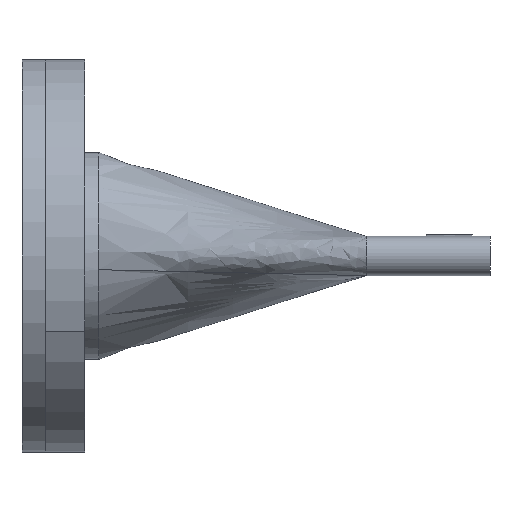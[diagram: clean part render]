
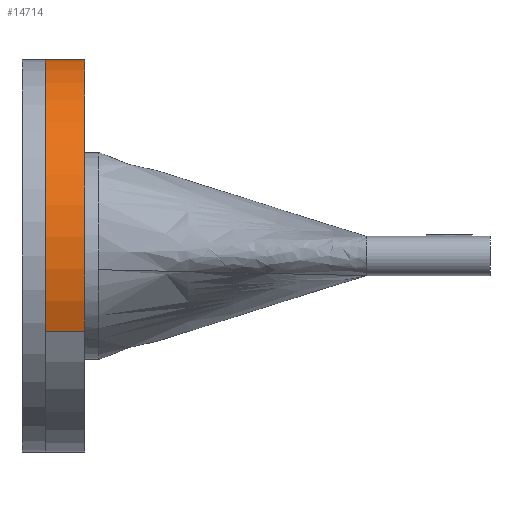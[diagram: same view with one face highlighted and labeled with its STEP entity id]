
A CAD part, front view. The second image highlights one B-rep face of the part: STEP entity #14714.
In plain terms, the highlighted cylindrical face has radius 110 mm (diameter 220 mm), a partial arc.
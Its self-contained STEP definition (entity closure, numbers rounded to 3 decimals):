
#65 = LINE ( 'NONE', #30182, #18182 ) ;
#668 = CARTESIAN_POINT ( 'NONE',  ( 0., 0., 22. ) ) ;
#2249 = CARTESIAN_POINT ( 'NONE',  ( 42.095, -101.627, 22. ) ) ;
#2931 = ORIENTED_EDGE ( 'NONE', *, *, #6294, .T. ) ;
#3886 = EDGE_CURVE ( 'NONE', #29004, #8166, #65, .T. ) ;
#4086 = CARTESIAN_POINT ( 'NONE',  ( 42.095, -101.627, 22. ) ) ;
#4280 = LINE ( 'NONE', #2249, #30547 ) ;
#4503 = EDGE_CURVE ( 'NONE', #28208, #8673, #4280, .T. ) ;
#4619 = ORIENTED_EDGE ( 'NONE', *, *, #3886, .T. ) ;
#4672 = ORIENTED_EDGE ( 'NONE', *, *, #10675, .F. ) ;
#6294 = EDGE_CURVE ( 'NONE', #8166, #8673, #23062, .T. ) ;
#6616 = CARTESIAN_POINT ( 'NONE',  ( 0., 0., 22. ) ) ;
#6726 = DIRECTION ( 'NONE',  ( 1., 0., 0. ) ) ;
#7506 = CARTESIAN_POINT ( 'NONE',  ( -110., 0., 22. ) ) ;
#7529 = AXIS2_PLACEMENT_3D ( 'NONE', #25477, #28120, #6726 ) ;
#7717 = DIRECTION ( 'NONE',  ( 0., 0., 1. ) ) ;
#8166 = VERTEX_POINT ( 'NONE', #12637 ) ;
#8673 = VERTEX_POINT ( 'NONE', #20326 ) ;
#9416 = DIRECTION ( 'NONE',  ( -1., 0., 0. ) ) ;
#9711 = ORIENTED_EDGE ( 'NONE', *, *, #4503, .F. ) ;
#9729 = DIRECTION ( 'NONE',  ( 0., 0., -1. ) ) ;
#10213 = DIRECTION ( 'NONE',  ( 1., 0., 0. ) ) ;
#10675 = EDGE_CURVE ( 'NONE', #29004, #28208, #26816, .T. ) ;
#12637 = CARTESIAN_POINT ( 'NONE',  ( -110., 0., 0. ) ) ;
#14422 = CYLINDRICAL_SURFACE ( 'NONE', #15298, 110. ) ;
#14714 = ADVANCED_FACE ( 'NONE', ( #30541 ), #14422, .T. ) ;
#15298 = AXIS2_PLACEMENT_3D ( 'NONE', #6616, #9729, #9416 ) ;
#15812 = DIRECTION ( 'NONE',  ( 0., 0., -1. ) ) ;
#18182 = VECTOR ( 'NONE', #15812, 1000. ) ;
#18355 = AXIS2_PLACEMENT_3D ( 'NONE', #668, #7717, #10213 ) ;
#18411 = EDGE_LOOP ( 'NONE', ( #4672, #4619, #2931, #9711 ) ) ;
#20326 = CARTESIAN_POINT ( 'NONE',  ( 42.095, -101.627, 0. ) ) ;
#20919 = DIRECTION ( 'NONE',  ( 0., 0., -1. ) ) ;
#23062 = CIRCLE ( 'NONE', #7529, 110. ) ;
#25477 = CARTESIAN_POINT ( 'NONE',  ( 0., 0., 0. ) ) ;
#26816 = CIRCLE ( 'NONE', #18355, 110. ) ;
#28120 = DIRECTION ( 'NONE',  ( 0., 0., 1. ) ) ;
#28208 = VERTEX_POINT ( 'NONE', #4086 ) ;
#29004 = VERTEX_POINT ( 'NONE', #7506 ) ;
#30182 = CARTESIAN_POINT ( 'NONE',  ( -110., 0., 22. ) ) ;
#30541 = FACE_OUTER_BOUND ( 'NONE', #18411, .T. ) ;
#30547 = VECTOR ( 'NONE', #20919, 1000. ) ;
